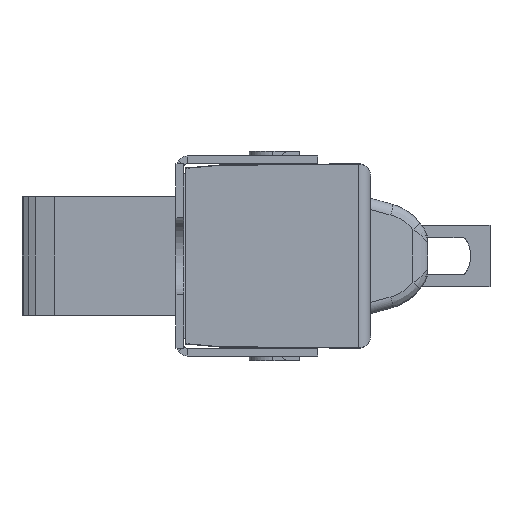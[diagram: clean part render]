
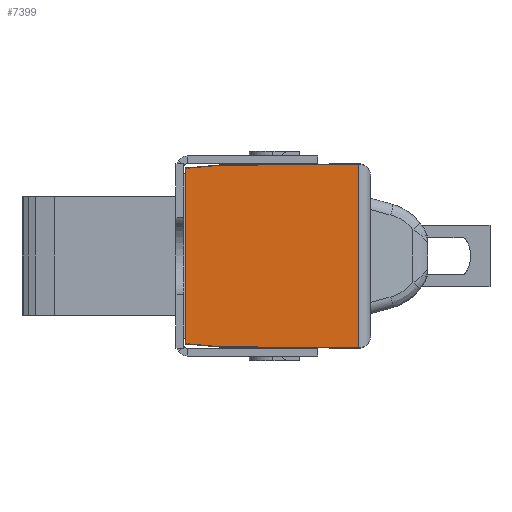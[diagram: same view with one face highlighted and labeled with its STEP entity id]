
A CAD part, left-side view. The second image highlights one B-rep face of the part: STEP entity #7399.
In plain terms, the highlighted planar face has unit normal (-1, 0.009, 0).
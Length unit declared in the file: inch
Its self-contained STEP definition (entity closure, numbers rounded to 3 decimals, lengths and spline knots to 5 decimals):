
#444=CARTESIAN_POINT('',(-0.24791,0.24,0.11394));
#450=DIRECTION('',(0.,0.,-1.));
#451=VECTOR('',#450,0.22788);
#452=CARTESIAN_POINT('',(-0.24791,0.24,0.11394));
#453=LINE('',#452,#451);
#458=CARTESIAN_POINT('',(-0.24791,0.24,-0.11394));
#492=CARTESIAN_POINT('',(-0.24986,0.01614,
0.11936));
#508=CARTESIAN_POINT('',(-0.24986,0.01614,
-0.11936));
#690=DIRECTION('',(0.009,0.996,-0.087));
#691=VECTOR('',#690,0.04419);
#692=CARTESIAN_POINT('',(-0.24829,0.19598,
0.11779));
#693=LINE('',#692,#691);
#694=DIRECTION('',(-0.009,-1.,0.009));
#695=VECTOR('',#694,0.17986);
#696=CARTESIAN_POINT('',(-0.24829,0.19598,
0.11779));
#697=LINE('',#696,#695);
#698=DIRECTION('',(0.,0.,-1.));
#699=VECTOR('',#698,0.23872);
#700=CARTESIAN_POINT('',(-0.24986,0.01614,
0.11936));
#701=LINE('',#700,#699);
#702=DIRECTION('',(-0.009,-1.,-0.009));
#703=VECTOR('',#702,0.17986);
#704=CARTESIAN_POINT('',(-0.24829,0.19598,
-0.11779));
#705=LINE('',#704,#703);
#706=DIRECTION('',(-0.009,-0.996,-0.087));
#707=VECTOR('',#706,0.04419);
#708=CARTESIAN_POINT('',(-0.24791,0.24,-0.11394));
#709=LINE('',#708,#707);
#5524=VERTEX_POINT('',#444);
#5528=CARTESIAN_POINT('',(-0.24829,0.19598,
0.11779));
#5529=VERTEX_POINT('',#5528);
#5530=VERTEX_POINT('',#492);
#5532=VERTEX_POINT('',#458);
#5533=CARTESIAN_POINT('',(-0.24829,0.19598,
-0.11779));
#5534=VERTEX_POINT('',#5533);
#5539=VERTEX_POINT('',#508);
#7385=CARTESIAN_POINT('',(-0.25,0.,-1.12741));
#7386=DIRECTION('',(-1.,0.009,0.));
#7387=DIRECTION('',(0.,0.,-1.));
#7388=AXIS2_PLACEMENT_3D('',#7385,#7386,#7387);
#7389=PLANE('',#7388);
#7390=ORIENTED_EDGE('',*,*,#7066,.F.);
#7391=ORIENTED_EDGE('',*,*,#7079,.T.);
#7392=ORIENTED_EDGE('',*,*,#7154,.T.);
#7393=ORIENTED_EDGE('',*,*,#7376,.F.);
#7395=ORIENTED_EDGE('',*,*,#7394,.F.);
#7396=ORIENTED_EDGE('',*,*,#7035,.F.);
#7397=EDGE_LOOP('',(#7390,#7391,#7392,#7393,#7395,#7396));
#7398=FACE_OUTER_BOUND('',#7397,.F.);
#7399=ADVANCED_FACE('',(#7398),#7389,.T.);
#7035=EDGE_CURVE('',#5524,#5532,#453,.T.);
#7066=EDGE_CURVE('',#5529,#5524,#693,.T.);
#7079=EDGE_CURVE('',#5529,#5530,#697,.T.);
#7154=EDGE_CURVE('',#5530,#5539,#701,.T.);
#7376=EDGE_CURVE('',#5534,#5539,#705,.T.);
#7394=EDGE_CURVE('',#5532,#5534,#709,.T.);
